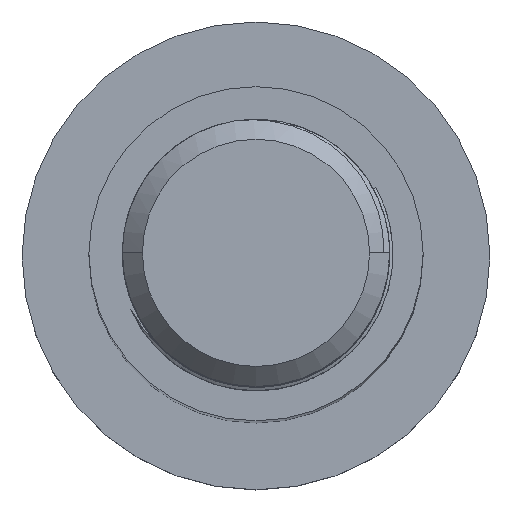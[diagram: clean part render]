
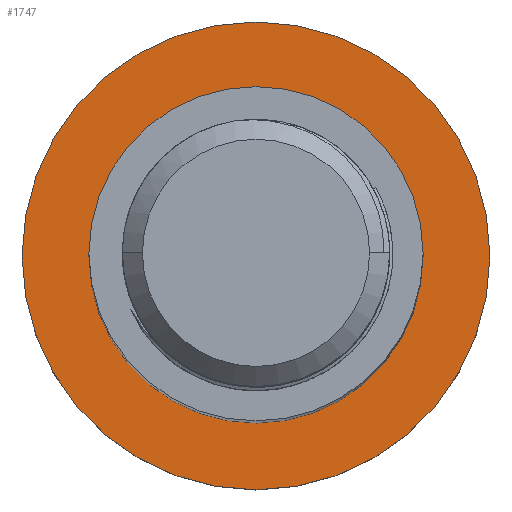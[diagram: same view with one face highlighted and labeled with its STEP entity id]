
A CAD part, top view. The second image highlights one B-rep face of the part: STEP entity #1747.
In plain terms, the highlighted planar face has unit normal (0, 0, 1).
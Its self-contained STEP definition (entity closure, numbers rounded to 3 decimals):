
#19=CARTESIAN_POINT('',(0.,0.,2.5));
#20=DIRECTION('',(0.,0.,1.));
#21=DIRECTION('',(1.,0.,0.));
#22=AXIS2_PLACEMENT_3D('',#19,#20,#21);
#24=CARTESIAN_POINT('',(0.,0.,2.5));
#25=DIRECTION('',(0.,0.,1.));
#26=DIRECTION('',(-1.,0.,0.));
#27=AXIS2_PLACEMENT_3D('',#24,#25,#26);
#29=CARTESIAN_POINT('',(0.,0.,2.5));
#30=DIRECTION('',(0.,0.,1.));
#31=DIRECTION('',(1.,0.,0.));
#32=AXIS2_PLACEMENT_3D('',#29,#30,#31);
#34=CARTESIAN_POINT('',(0.,0.,2.5));
#35=DIRECTION('',(0.,0.,1.));
#36=DIRECTION('',(-1.,0.,0.));
#37=AXIS2_PLACEMENT_3D('',#34,#35,#36);
#1585=CARTESIAN_POINT('',(7.,0.,2.5));
#1586=CARTESIAN_POINT('',(-7.,0.,2.5));
#1587=VERTEX_POINT('',#1585);
#1588=VERTEX_POINT('',#1586);
#1593=CARTESIAN_POINT('',(5.,0.,2.5));
#1594=CARTESIAN_POINT('',(-5.,0.,2.5));
#1595=VERTEX_POINT('',#1593);
#1596=VERTEX_POINT('',#1594);
#1732=CARTESIAN_POINT('',(0.,0.,2.5));
#1733=DIRECTION('',(0.,0.,1.));
#1734=DIRECTION('',(1.,0.,0.));
#1735=AXIS2_PLACEMENT_3D('',#1732,#1733,#1734);
#1736=PLANE('',#1735);
#1737=ORIENTED_EDGE('',*,*,#1712,.F.);
#1738=ORIENTED_EDGE('',*,*,#1726,.F.);
#1739=EDGE_LOOP('',(#1737,#1738));
#1740=FACE_OUTER_BOUND('',#1739,.F.);
#1742=ORIENTED_EDGE('',*,*,#1741,.T.);
#1744=ORIENTED_EDGE('',*,*,#1743,.T.);
#1745=EDGE_LOOP('',(#1742,#1744));
#1746=FACE_BOUND('',#1745,.F.);
#1747=ADVANCED_FACE('',(#1740,#1746),#1736,.T.);
#23=CIRCLE('',#22,7.);
#28=CIRCLE('',#27,7.);
#33=CIRCLE('',#32,5.);
#38=CIRCLE('',#37,5.);
#1712=EDGE_CURVE('',#1587,#1588,#23,.T.);
#1726=EDGE_CURVE('',#1588,#1587,#28,.T.);
#1741=EDGE_CURVE('',#1595,#1596,#33,.T.);
#1743=EDGE_CURVE('',#1596,#1595,#38,.T.);
